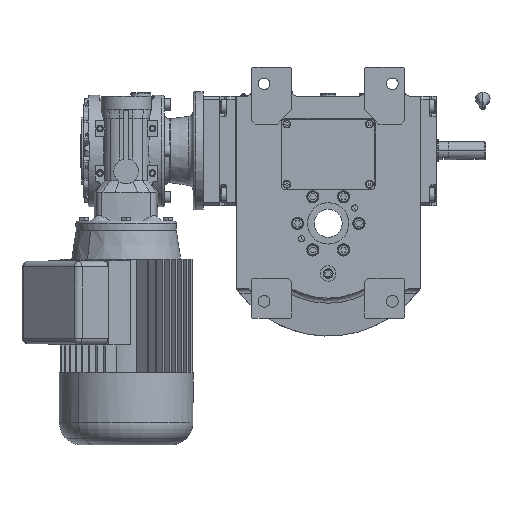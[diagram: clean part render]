
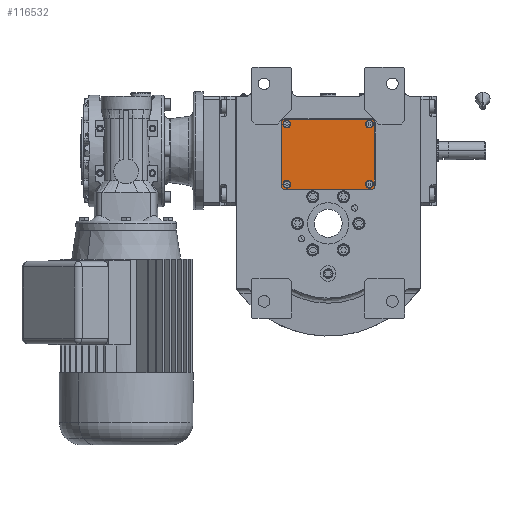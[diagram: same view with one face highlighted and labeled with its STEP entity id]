
A CAD part, front view. The second image highlights one B-rep face of the part: STEP entity #116532.
In plain terms, the highlighted face is planar.
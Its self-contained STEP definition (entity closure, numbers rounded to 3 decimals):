
#371 = LINE ( 'NONE', #31121, #34535 ) ;
#682 = EDGE_CURVE ( 'NONE', #86882, #3687, #94464, .T. ) ;
#690 = EDGE_LOOP ( 'NONE', ( #56307, #17761 ) ) ;
#915 = CARTESIAN_POINT ( 'NONE',  ( 41.5, 29.5, 3. ) ) ;
#1850 = VECTOR ( 'NONE', #17788, 1000. ) ;
#2039 = ORIENTED_EDGE ( 'NONE', *, *, #52895, .F. ) ;
#3662 = CARTESIAN_POINT ( 'NONE',  ( 33.5, 27., 3. ) ) ;
#3687 = VERTEX_POINT ( 'NONE', #97513 ) ;
#3781 = VERTEX_POINT ( 'NONE', #91682 ) ;
#5313 = PLANE ( 'NONE',  #89838 ) ;
#5675 = VECTOR ( 'NONE', #48019, 1000. ) ;
#5734 = ORIENTED_EDGE ( 'NONE', *, *, #48429, .T. ) ;
#8919 = CARTESIAN_POINT ( 'NONE',  ( -39.5, -31.5, 3. ) ) ;
#10437 = VERTEX_POINT ( 'NONE', #3662 ) ;
#10953 = DIRECTION ( 'NONE',  ( 1., 0., 0. ) ) ;
#12106 = CIRCLE ( 'NONE', #85893, 3.5 ) ;
#12257 = EDGE_CURVE ( 'NONE', #117621, #78515, #97376, .T. ) ;
#12862 = DIRECTION ( 'NONE',  ( 0., 0., 1. ) ) ;
#13192 = EDGE_CURVE ( 'NONE', #66033, #121990, #16033, .T. ) ;
#14404 = DIRECTION ( 'NONE',  ( -1., 0., 0. ) ) ;
#15592 = EDGE_LOOP ( 'NONE', ( #76269, #49231 ) ) ;
#16033 = CIRCLE ( 'NONE', #59039, 3.5 ) ;
#17745 = DIRECTION ( 'NONE',  ( -1., 0., 0. ) ) ;
#17761 = ORIENTED_EDGE ( 'NONE', *, *, #122281, .F. ) ;
#17788 = DIRECTION ( 'NONE',  ( 0., 1., 0. ) ) ;
#17902 = CARTESIAN_POINT ( 'NONE',  ( -39.5, 31.5, 3. ) ) ;
#21579 = CARTESIAN_POINT ( 'NONE',  ( 41.5, 29.5, 3. ) ) ;
#21851 = DIRECTION ( 'NONE',  ( 0., 0., 1. ) ) ;
#22818 = EDGE_CURVE ( 'NONE', #3687, #117621, #42394, .T. ) ;
#25038 = DIRECTION ( 'NONE',  ( 1., 0., 0. ) ) ;
#25395 = CARTESIAN_POINT ( 'NONE',  ( 39.5, -31.5, 3. ) ) ;
#25530 = CARTESIAN_POINT ( 'NONE',  ( 41.5, -29.5, 3. ) ) ;
#25866 = FACE_BOUND ( 'NONE', #15592, .T. ) ;
#26733 = EDGE_CURVE ( 'NONE', #32711, #37088, #49042, .T. ) ;
#28315 = CARTESIAN_POINT ( 'NONE',  ( 40.5, -27., 3. ) ) ;
#28381 = CARTESIAN_POINT ( 'NONE',  ( -37., -27., 3. ) ) ;
#29804 = DIRECTION ( 'NONE',  ( -0.707, 0.707, 0. ) ) ;
#30339 = ORIENTED_EDGE ( 'NONE', *, *, #126337, .T. ) ;
#31121 = CARTESIAN_POINT ( 'NONE',  ( 39.5, 31.5, 3. ) ) ;
#32711 = VERTEX_POINT ( 'NONE', #105646 ) ;
#34535 = VECTOR ( 'NONE', #88209, 1000. ) ;
#34857 = VERTEX_POINT ( 'NONE', #58975 ) ;
#36699 = FACE_BOUND ( 'NONE', #51676, .T. ) ;
#36971 = DIRECTION ( 'NONE',  ( 0., 0., 1. ) ) ;
#37088 = VERTEX_POINT ( 'NONE', #58396 ) ;
#38359 = CARTESIAN_POINT ( 'NONE',  ( 37., 27., 3. ) ) ;
#38849 = CARTESIAN_POINT ( 'NONE',  ( -39.5, 31.5, 3. ) ) ;
#38871 = VECTOR ( 'NONE', #29804, 1000. ) ;
#39438 = VECTOR ( 'NONE', #87365, 1000. ) ;
#39486 = CARTESIAN_POINT ( 'NONE',  ( 39.5, -31.5, 3. ) ) ;
#42394 = LINE ( 'NONE', #101381, #50276 ) ;
#43916 = CIRCLE ( 'NONE', #74683, 3.5 ) ;
#45497 = DIRECTION ( 'NONE',  ( 0.707, 0.707, 0. ) ) ;
#46139 = DIRECTION ( 'NONE',  ( -1., 0., 0. ) ) ;
#47792 = ORIENTED_EDGE ( 'NONE', *, *, #117445, .T. ) ;
#48019 = DIRECTION ( 'NONE',  ( 1., 0., 0. ) ) ;
#48429 = EDGE_CURVE ( 'NONE', #102278, #98010, #85108, .T. ) ;
#48492 = EDGE_CURVE ( 'NONE', #10437, #3781, #12106, .T. ) ;
#49042 = CIRCLE ( 'NONE', #71538, 3.5 ) ;
#49231 = ORIENTED_EDGE ( 'NONE', *, *, #83609, .F. ) ;
#50276 = VECTOR ( 'NONE', #62268, 1000. ) ;
#50401 = CARTESIAN_POINT ( 'NONE',  ( 37., 27., 3. ) ) ;
#51676 = EDGE_LOOP ( 'NONE', ( #86596, #92299 ) ) ;
#51831 = EDGE_CURVE ( 'NONE', #94108, #86882, #66616, .T. ) ;
#52895 = EDGE_CURVE ( 'NONE', #126233, #120637, #119531, .T. ) ;
#54666 = FACE_OUTER_BOUND ( 'NONE', #84360, .T. ) ;
#56213 = ORIENTED_EDGE ( 'NONE', *, *, #51831, .T. ) ;
#56307 = ORIENTED_EDGE ( 'NONE', *, *, #26733, .F. ) ;
#58396 = CARTESIAN_POINT ( 'NONE',  ( -40.5, 27., 3. ) ) ;
#58975 = CARTESIAN_POINT ( 'NONE',  ( 39.5, 31.5, 3. ) ) ;
#59039 = AXIS2_PLACEMENT_3D ( 'NONE', #112194, #12862, #25038 ) ;
#59083 = CIRCLE ( 'NONE', #116385, 3.5 ) ;
#60633 = CIRCLE ( 'NONE', #99514, 3.5 ) ;
#60764 = CARTESIAN_POINT ( 'NONE',  ( 41.5, -29.5, 3. ) ) ;
#60932 = CARTESIAN_POINT ( 'NONE',  ( -37., 27., 3. ) ) ;
#61503 = EDGE_LOOP ( 'NONE', ( #112638, #2039 ) ) ;
#62268 = DIRECTION ( 'NONE',  ( 0.707, -0.707, 0. ) ) ;
#63465 = CARTESIAN_POINT ( 'NONE',  ( -37., -27., 3. ) ) ;
#63656 = DIRECTION ( 'NONE',  ( 0., 0., 1. ) ) ;
#66033 = VERTEX_POINT ( 'NONE', #28315 ) ;
#66616 = LINE ( 'NONE', #17902, #109083 ) ;
#67771 = DIRECTION ( 'NONE',  ( -1., 0., 0. ) ) ;
#68385 = AXIS2_PLACEMENT_3D ( 'NONE', #63465, #112837, #46139 ) ;
#70369 = CARTESIAN_POINT ( 'NONE',  ( 33.5, -27., 3. ) ) ;
#71538 = AXIS2_PLACEMENT_3D ( 'NONE', #60932, #21851, #10953 ) ;
#74683 = AXIS2_PLACEMENT_3D ( 'NONE', #28381, #114269, #86685 ) ;
#74963 = DIRECTION ( 'NONE',  ( 0., 0., 1. ) ) ;
#75595 = DIRECTION ( 'NONE',  ( 1., 0., 0. ) ) ;
#75817 = CARTESIAN_POINT ( 'NONE',  ( 0., 0., 3. ) ) ;
#76269 = ORIENTED_EDGE ( 'NONE', *, *, #13192, .F. ) ;
#76410 = EDGE_CURVE ( 'NONE', #3781, #10437, #107072, .T. ) ;
#78515 = VERTEX_POINT ( 'NONE', #25395 ) ;
#83609 = EDGE_CURVE ( 'NONE', #121990, #66033, #59083, .T. ) ;
#84360 = EDGE_LOOP ( 'NONE', ( #5734, #47792, #30339, #56213, #120344, #115610, #116577, #124615 ) ) ;
#85108 = LINE ( 'NONE', #25530, #1850 ) ;
#85893 = AXIS2_PLACEMENT_3D ( 'NONE', #50401, #89505, #67771 ) ;
#86596 = ORIENTED_EDGE ( 'NONE', *, *, #76410, .F. ) ;
#86685 = DIRECTION ( 'NONE',  ( 1., 0., 0. ) ) ;
#86882 = VERTEX_POINT ( 'NONE', #92763 ) ;
#87365 = DIRECTION ( 'NONE',  ( 0., -1., 0. ) ) ;
#88209 = DIRECTION ( 'NONE',  ( -1., 0., 0. ) ) ;
#89505 = DIRECTION ( 'NONE',  ( 0., 0., 1. ) ) ;
#89838 = AXIS2_PLACEMENT_3D ( 'NONE', #75817, #63656, #94428 ) ;
#91682 = CARTESIAN_POINT ( 'NONE',  ( 40.5, 27., 3. ) ) ;
#92299 = ORIENTED_EDGE ( 'NONE', *, *, #48492, .F. ) ;
#92763 = CARTESIAN_POINT ( 'NONE',  ( -41.5, 29.5, 3. ) ) ;
#92929 = CARTESIAN_POINT ( 'NONE',  ( -40.5, -27., 3. ) ) ;
#94108 = VERTEX_POINT ( 'NONE', #38849 ) ;
#94200 = CARTESIAN_POINT ( 'NONE',  ( -33.5, -27., 3. ) ) ;
#94428 = DIRECTION ( 'NONE',  ( 1., 0., 0. ) ) ;
#94464 = LINE ( 'NONE', #95087, #39438 ) ;
#95046 = FACE_BOUND ( 'NONE', #61503, .T. ) ;
#95087 = CARTESIAN_POINT ( 'NONE',  ( -41.5, 29.5, 3. ) ) ;
#96329 = EDGE_CURVE ( 'NONE', #78515, #102278, #103836, .T. ) ;
#96335 = VECTOR ( 'NONE', #45497, 1000. ) ;
#97062 = EDGE_CURVE ( 'NONE', #120637, #126233, #43916, .T. ) ;
#97376 = LINE ( 'NONE', #8919, #5675 ) ;
#97513 = CARTESIAN_POINT ( 'NONE',  ( -41.5, -29.5, 3. ) ) ;
#98010 = VERTEX_POINT ( 'NONE', #21579 ) ;
#99514 = AXIS2_PLACEMENT_3D ( 'NONE', #117080, #36971, #17745 ) ;
#101381 = CARTESIAN_POINT ( 'NONE',  ( -41.5, -29.5, 3. ) ) ;
#102226 = DIRECTION ( 'NONE',  ( 0., 0., 1. ) ) ;
#102278 = VERTEX_POINT ( 'NONE', #60764 ) ;
#103836 = LINE ( 'NONE', #39486, #96335 ) ;
#104657 = FACE_BOUND ( 'NONE', #690, .T. ) ;
#105646 = CARTESIAN_POINT ( 'NONE',  ( -33.5, 27., 3. ) ) ;
#107072 = CIRCLE ( 'NONE', #109056, 3.5 ) ;
#109056 = AXIS2_PLACEMENT_3D ( 'NONE', #38359, #74963, #75595 ) ;
#109083 = VECTOR ( 'NONE', #117229, 1000. ) ;
#109934 = CARTESIAN_POINT ( 'NONE',  ( 37., -27., 3. ) ) ;
#112194 = CARTESIAN_POINT ( 'NONE',  ( 37., -27., 3. ) ) ;
#112638 = ORIENTED_EDGE ( 'NONE', *, *, #97062, .F. ) ;
#112837 = DIRECTION ( 'NONE',  ( 0., 0., 1. ) ) ;
#114269 = DIRECTION ( 'NONE',  ( 0., 0., 1. ) ) ;
#114938 = CARTESIAN_POINT ( 'NONE',  ( -39.5, -31.5, 3. ) ) ;
#115610 = ORIENTED_EDGE ( 'NONE', *, *, #22818, .T. ) ;
#116385 = AXIS2_PLACEMENT_3D ( 'NONE', #109934, #102226, #14404 ) ;
#116532 = ADVANCED_FACE ( 'NONE', ( #54666, #36699, #104657, #25866, #95046 ), #5313, .T. ) ;
#116577 = ORIENTED_EDGE ( 'NONE', *, *, #12257, .T. ) ;
#116986 = LINE ( 'NONE', #915, #38871 ) ;
#117080 = CARTESIAN_POINT ( 'NONE',  ( -37., 27., 3. ) ) ;
#117229 = DIRECTION ( 'NONE',  ( -0.707, -0.707, 0. ) ) ;
#117445 = EDGE_CURVE ( 'NONE', #98010, #34857, #116986, .T. ) ;
#117621 = VERTEX_POINT ( 'NONE', #114938 ) ;
#119531 = CIRCLE ( 'NONE', #68385, 3.5 ) ;
#120344 = ORIENTED_EDGE ( 'NONE', *, *, #682, .T. ) ;
#120637 = VERTEX_POINT ( 'NONE', #94200 ) ;
#121990 = VERTEX_POINT ( 'NONE', #70369 ) ;
#122281 = EDGE_CURVE ( 'NONE', #37088, #32711, #60633, .T. ) ;
#124615 = ORIENTED_EDGE ( 'NONE', *, *, #96329, .T. ) ;
#126233 = VERTEX_POINT ( 'NONE', #92929 ) ;
#126337 = EDGE_CURVE ( 'NONE', #34857, #94108, #371, .T. ) ;
